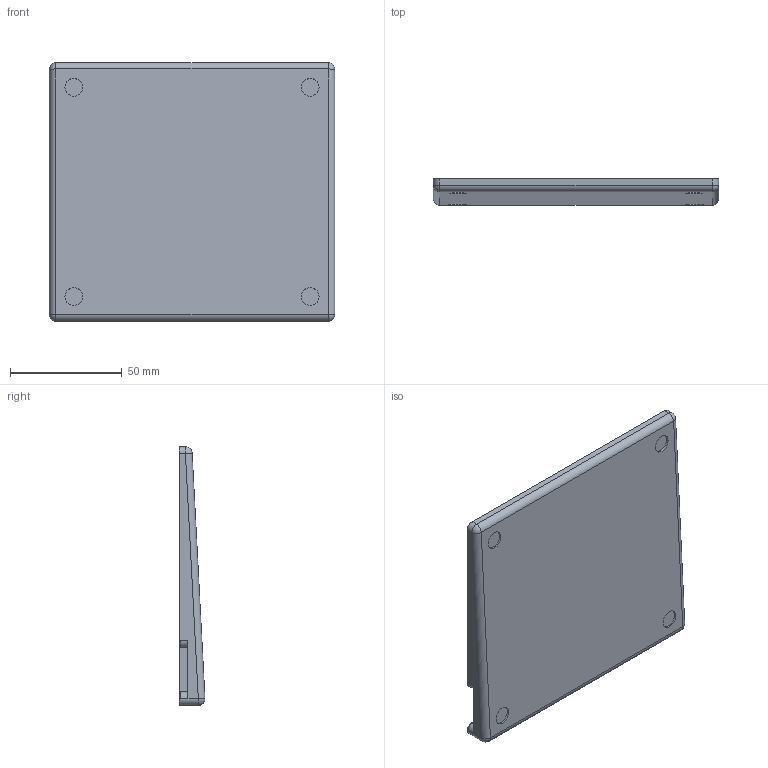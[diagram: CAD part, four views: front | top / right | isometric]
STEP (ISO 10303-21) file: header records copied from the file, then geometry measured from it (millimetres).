
FILE_DESCRIPTION(/* description */ (''),/* implementation_level */ '2;1');
FILE_NAME(/* name */ 'case.step',/* time_stamp */ '2023-08-25T19:25:49+01:00',/* author */ (''),/* organization */ (''),/* preprocessor_version */ 'ST-DEVELOPER v20',/* originating_system */ 'Autodesk Translation Framework v12.9.0.99',/* authorisation */ '');
FILE_SCHEMA (('AUTOMOTIVE_DESIGN { 1 0 10303 214 3 1 1 }'));
Length unit declared in the file: millimetre
Products named in the file (1): PLA Case Deep
Bounding box: 128 x 11.61 x 116 mm (x, y, z)
Volume: 45143.1 mm3; surface area: 36664.7 mm2
Topology: 1 solids, 1 shells, 49 faces, 101 edges, 64 vertices
Faces by surface type: plane 24, cylinder 21, sphere 4
Full cylindrical faces by diameter (mm): 3.3 x6, 8 x4
Entity records: 1337 total; most frequent: DIRECTION 243, CARTESIAN_POINT 215, ORIENTED_EDGE 202, EDGE_CURVE 101, AXIS2_PLACEMENT_3D 92, VERTEX_POINT 64, EDGE_LOOP 59, LINE 59
